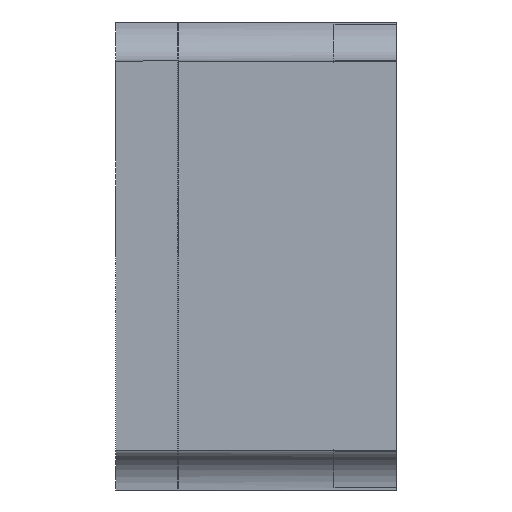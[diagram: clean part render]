
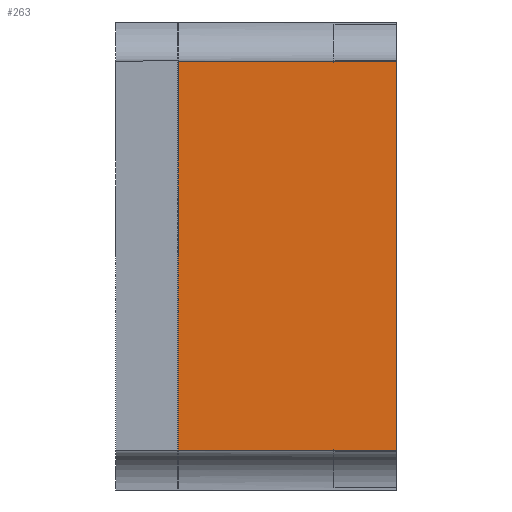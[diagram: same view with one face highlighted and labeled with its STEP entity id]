
A CAD part, left-side view. The second image highlights one B-rep face of the part: STEP entity #263.
In plain terms, the highlighted planar face has unit normal (-1, 0, 0).
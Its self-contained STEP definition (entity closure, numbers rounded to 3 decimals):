
#50 = DIRECTION ( 'NONE',  ( 0., -1., 0. ) ) ;
#53 = DIRECTION ( 'NONE',  ( 0., 0., 1. ) ) ;
#63 = DIRECTION ( 'NONE',  ( 0., -1., 0. ) ) ;
#83 = CARTESIAN_POINT ( 'NONE',  ( -2.05, 0.7, 0.625 ) ) ;
#230 = LINE ( 'NONE', #870, #1789 ) ;
#263 = ADVANCED_FACE ( 'NONE', ( #554 ), #1886, .T. ) ;
#282 = VECTOR ( 'NONE', #2174, 1000. ) ;
#289 = VERTEX_POINT ( 'NONE', #83 ) ;
#337 = ORIENTED_EDGE ( 'NONE', *, *, #1757, .F. ) ;
#452 = VECTOR ( 'NONE', #1736, 1000. ) ;
#554 = FACE_OUTER_BOUND ( 'NONE', #1175, .T. ) ;
#556 = LINE ( 'NONE', #1582, #919 ) ;
#577 = EDGE_CURVE ( 'NONE', #2081, #289, #1753, .T. ) ;
#730 = CARTESIAN_POINT ( 'NONE',  ( -2.05, 0.9, 0. ) ) ;
#807 = CARTESIAN_POINT ( 'NONE',  ( -2.05, 0., 0.625 ) ) ;
#832 = CARTESIAN_POINT ( 'NONE',  ( -2.05, 0., -0.625 ) ) ;
#870 = CARTESIAN_POINT ( 'NONE',  ( -2.05, 0.9, 0.625 ) ) ;
#919 = VECTOR ( 'NONE', #63, 1000. ) ;
#923 = EDGE_CURVE ( 'NONE', #1264, #1323, #1664, .T. ) ;
#947 = EDGE_CURVE ( 'NONE', #2081, #1323, #556, .T. ) ;
#951 = ORIENTED_EDGE ( 'NONE', *, *, #923, .F. ) ;
#1033 = ORIENTED_EDGE ( 'NONE', *, *, #947, .T. ) ;
#1175 = EDGE_LOOP ( 'NONE', ( #337, #1491, #1033, #951 ) ) ;
#1264 = VERTEX_POINT ( 'NONE', #807 ) ;
#1323 = VERTEX_POINT ( 'NONE', #832 ) ;
#1355 = CARTESIAN_POINT ( 'NONE',  ( -2.05, 0.7, -0.625 ) ) ;
#1491 = ORIENTED_EDGE ( 'NONE', *, *, #577, .F. ) ;
#1501 = CARTESIAN_POINT ( 'NONE',  ( -2.05, 0., 0. ) ) ;
#1538 = CARTESIAN_POINT ( 'NONE',  ( -2.05, 0.7, -0.625 ) ) ;
#1560 = DIRECTION ( 'NONE',  ( -1., 0., 0. ) ) ;
#1582 = CARTESIAN_POINT ( 'NONE',  ( -2.05, 0.9, -0.625 ) ) ;
#1624 = AXIS2_PLACEMENT_3D ( 'NONE', #730, #1560, #53 ) ;
#1664 = LINE ( 'NONE', #1501, #282 ) ;
#1736 = DIRECTION ( 'NONE',  ( 0., 0., 1. ) ) ;
#1753 = LINE ( 'NONE', #1355, #452 ) ;
#1757 = EDGE_CURVE ( 'NONE', #289, #1264, #230, .T. ) ;
#1789 = VECTOR ( 'NONE', #50, 1000. ) ;
#1886 = PLANE ( 'NONE',  #1624 ) ;
#2081 = VERTEX_POINT ( 'NONE', #1538 ) ;
#2174 = DIRECTION ( 'NONE',  ( 0., 0., -1. ) ) ;
